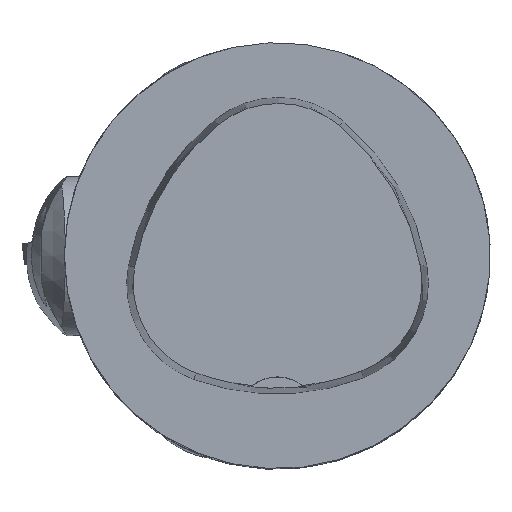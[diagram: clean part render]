
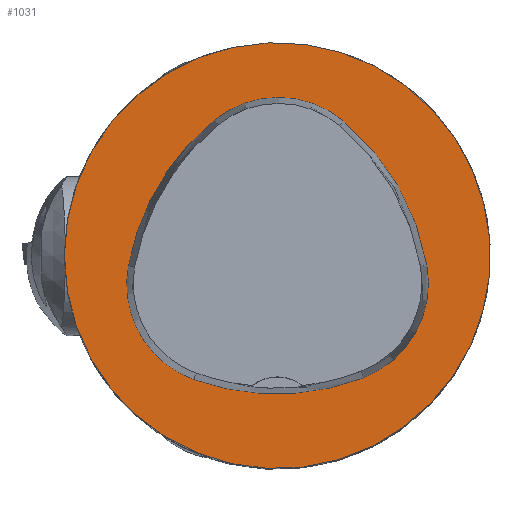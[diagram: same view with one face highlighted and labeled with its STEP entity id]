
A CAD part, top view. The second image highlights one B-rep face of the part: STEP entity #1031.
In plain terms, the highlighted planar face has unit normal (0, 0, 1).
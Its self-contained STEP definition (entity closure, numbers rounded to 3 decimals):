
#611=PLANE('',#6754);
#915=FACE_BOUND('',#1776,.T.);
#916=FACE_BOUND('',#1777,.T.);
#1031=ADVANCED_FACE('',(#915,#916),#611,.T.);
#1776=EDGE_LOOP('',(#3174,#3175,#3176,#3177,#3178,#3179));
#1777=EDGE_LOOP('',(#3180));
#3174=ORIENTED_EDGE('',*,*,#5595,.T.);
#3175=ORIENTED_EDGE('',*,*,#5575,.T.);
#3176=ORIENTED_EDGE('',*,*,#5579,.T.);
#3177=ORIENTED_EDGE('',*,*,#5582,.T.);
#3178=ORIENTED_EDGE('',*,*,#5585,.T.);
#3179=ORIENTED_EDGE('',*,*,#5593,.T.);
#3180=ORIENTED_EDGE('',*,*,#5566,.F.);
#4910=VERTEX_POINT('',#9288);
#4919=VERTEX_POINT('',#9308);
#4920=VERTEX_POINT('',#9309);
#4923=VERTEX_POINT('',#9317);
#4925=VERTEX_POINT('',#9323);
#4927=VERTEX_POINT('',#9329);
#4934=VERTEX_POINT('',#9350);
#5566=EDGE_CURVE('',#4910,#4910,#6417,.T.);
#5575=EDGE_CURVE('',#4919,#4920,#6418,.T.);
#5579=EDGE_CURVE('',#4920,#4923,#6420,.T.);
#5582=EDGE_CURVE('',#4923,#4925,#6422,.T.);
#5585=EDGE_CURVE('',#4925,#4927,#6424,.T.);
#5593=EDGE_CURVE('',#4927,#4934,#6428,.T.);
#5595=EDGE_CURVE('',#4934,#4919,#6430,.T.);
#6417=CIRCLE('',#6725,31.5);
#6418=CIRCLE('',#6732,36.);
#6420=CIRCLE('',#6735,15.);
#6422=CIRCLE('',#6738,36.);
#6424=CIRCLE('',#6741,15.);
#6428=CIRCLE('',#6746,36.);
#6430=CIRCLE('',#6749,15.);
#6725=AXIS2_PLACEMENT_3D('',#9287,#7483,#7484);
#6732=AXIS2_PLACEMENT_3D('',#9307,#7501,#7502);
#6735=AXIS2_PLACEMENT_3D('',#9316,#7509,#7510);
#6738=AXIS2_PLACEMENT_3D('',#9322,#7516,#7517);
#6741=AXIS2_PLACEMENT_3D('',#9328,#7523,#7524);
#6746=AXIS2_PLACEMENT_3D('',#9351,#7535,#7536);
#6749=AXIS2_PLACEMENT_3D('',#9354,#7541,#7542);
#6754=AXIS2_PLACEMENT_3D('',#9359,#7551,#7552);
#7483=DIRECTION('',(0.,0.,-1.));
#7484=DIRECTION('',(-1.,0.,0.));
#7501=DIRECTION('',(0.,0.,-1.));
#7502=DIRECTION('',(-1.,0.,0.));
#7509=DIRECTION('',(0.,0.,-1.));
#7510=DIRECTION('',(-1.,0.,0.));
#7516=DIRECTION('',(0.,0.,-1.));
#7517=DIRECTION('',(-1.,0.,0.));
#7523=DIRECTION('',(0.,0.,-1.));
#7524=DIRECTION('',(-1.,0.,0.));
#7535=DIRECTION('',(0.,0.,-1.));
#7536=DIRECTION('',(-1.,0.,0.));
#7541=DIRECTION('',(0.,0.,-1.));
#7542=DIRECTION('',(-1.,0.,0.));
#7551=DIRECTION('',(0.,0.,1.));
#7552=DIRECTION('',(1.,0.,0.));
#9287=CARTESIAN_POINT('',(0.,0.,0.));
#9288=CARTESIAN_POINT('',(-31.5,0.,0.));
#9307=CARTESIAN_POINT('',(13.398,-7.893,0.));
#9308=CARTESIAN_POINT('',(-22.041,-1.562,0.));
#9309=CARTESIAN_POINT('',(-9.317,20.036,0.));
#9316=CARTESIAN_POINT('',(0.148,8.399,0.));
#9317=CARTESIAN_POINT('',(9.779,19.898,0.));
#9322=CARTESIAN_POINT('',(-13.337,-7.7,0.));
#9323=CARTESIAN_POINT('',(22.122,-1.48,0.));
#9328=CARTESIAN_POINT('',(7.347,-4.071,0.));
#9329=CARTESIAN_POINT('',(12.693,-18.087,0.));
#9350=CARTESIAN_POINT('',(-12.373,-18.307,0.));
#9351=CARTESIAN_POINT('',(-0.137,15.55,0.));
#9354=CARTESIAN_POINT('',(-7.275,-4.2,0.));
#9359=CARTESIAN_POINT('',(0.,0.,0.));
